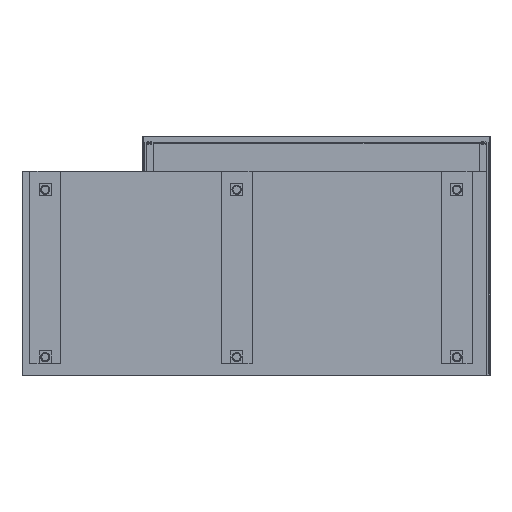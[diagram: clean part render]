
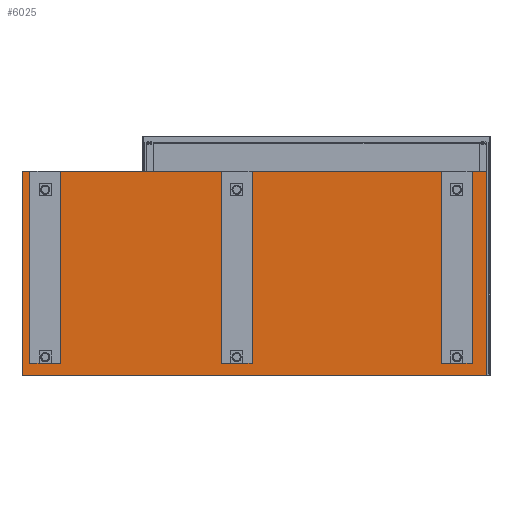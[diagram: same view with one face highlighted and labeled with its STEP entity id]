
A CAD part, front view. The second image highlights one B-rep face of the part: STEP entity #6025.
In plain terms, the highlighted planar face has unit normal (0, -1, 0).
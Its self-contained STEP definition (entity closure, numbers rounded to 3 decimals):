
#512=FACE_OUTER_BOUND('',#887,.T.);
#887=EDGE_LOOP('',(#4927,#4928,#4929,#4930));
#1518=LINE('',#9412,#2243);
#1523=LINE('',#9421,#2248);
#1526=LINE('',#9427,#2251);
#1529=LINE('',#9432,#2254);
#2243=VECTOR('',#7693,1000.);
#2248=VECTOR('',#7700,1000.);
#2251=VECTOR('',#7705,1000.);
#2254=VECTOR('',#7710,1000.);
#2834=VERTEX_POINT('',#9409);
#2835=VERTEX_POINT('',#9411);
#2838=VERTEX_POINT('',#9419);
#2840=VERTEX_POINT('',#9425);
#3560=EDGE_CURVE('',#2835,#2834,#1518,.T.);
#3565=EDGE_CURVE('',#2834,#2838,#1523,.T.);
#3568=EDGE_CURVE('',#2838,#2840,#1526,.T.);
#3571=EDGE_CURVE('',#2840,#2835,#1529,.T.);
#4927=ORIENTED_EDGE('',*,*,#3560,.T.);
#4928=ORIENTED_EDGE('',*,*,#3565,.T.);
#4929=ORIENTED_EDGE('',*,*,#3568,.T.);
#4930=ORIENTED_EDGE('',*,*,#3571,.T.);
#5684=PLANE('',#6482);
#6025=ADVANCED_FACE('',(#512),#5684,.T.);
#6482=AXIS2_PLACEMENT_3D('',#9433,#7711,#7712);
#7693=DIRECTION('',(0.,0.,1.));
#7700=DIRECTION('',(-1.,0.,0.));
#7705=DIRECTION('',(0.,0.,-1.));
#7710=DIRECTION('',(1.,0.,0.));
#7711=DIRECTION('center_axis',(0.,-1.,0.));
#7712=DIRECTION('ref_axis',(0.,0.,-1.));
#9409=CARTESIAN_POINT('',(547.5,-395.,273.5));
#9411=CARTESIAN_POINT('',(547.5,-395.,-386.5));
#9412=CARTESIAN_POINT('',(547.5,-395.,-386.5));
#9419=CARTESIAN_POINT('',(-950.,-395.,273.5));
#9421=CARTESIAN_POINT('',(547.5,-395.,273.5));
#9425=CARTESIAN_POINT('',(-950.,-395.,-386.5));
#9427=CARTESIAN_POINT('',(-950.,-395.,-386.5));
#9432=CARTESIAN_POINT('',(547.5,-395.,-386.5));
#9433=CARTESIAN_POINT('Origin',(0.,-395.,0.));
